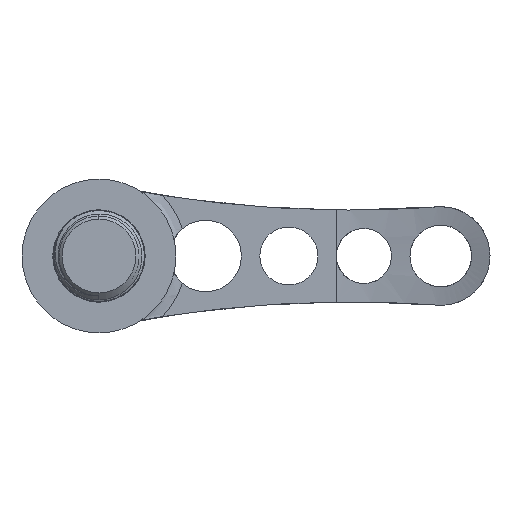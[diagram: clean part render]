
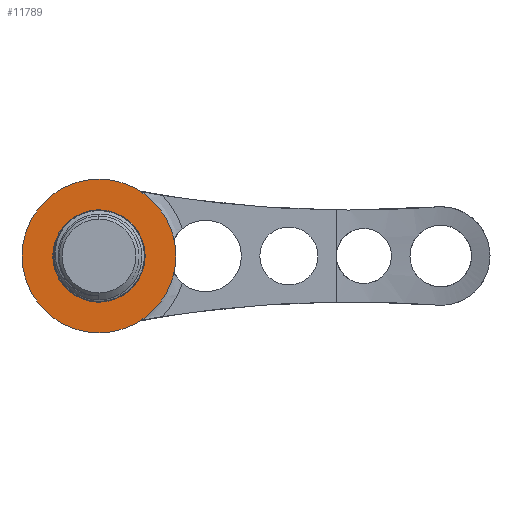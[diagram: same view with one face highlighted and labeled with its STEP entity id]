
A CAD part, left-side view. The second image highlights one B-rep face of the part: STEP entity #11789.
In plain terms, the highlighted planar face has unit normal (-1, 0, 0).
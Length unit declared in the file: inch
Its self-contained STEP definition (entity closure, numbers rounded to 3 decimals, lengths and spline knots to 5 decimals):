
#1 = DIRECTION ( 'NONE',  ( 1., 0., 0. ) ) ;
#259 = EDGE_CURVE ( 'NONE', #10871, #11604, #586, .T. ) ;
#554 = ORIENTED_EDGE ( 'NONE', *, *, #11211, .T. ) ;
#586 = CIRCLE ( 'NONE', #7824, 0.29528 ) ;
#868 = CARTESIAN_POINT ( 'NONE',  ( 6.88976, 0., -0.49213 ) ) ;
#1027 = AXIS2_PLACEMENT_3D ( 'NONE', #10157, #9324, #11204 ) ;
#1401 = FACE_BOUND ( 'NONE', #2479, .T. ) ;
#1942 = FACE_OUTER_BOUND ( 'NONE', #8993, .T. ) ;
#2308 = CARTESIAN_POINT ( 'NONE',  ( 6.88976, 0., 0. ) ) ;
#2376 = DIRECTION ( 'NONE',  ( 0., 0., -1. ) ) ;
#2479 = EDGE_LOOP ( 'NONE', ( #554, #2653 ) ) ;
#2558 = AXIS2_PLACEMENT_3D ( 'NONE', #11271, #8068, #2376 ) ;
#2563 = DIRECTION ( 'NONE',  ( 1., 0., 0. ) ) ;
#2653 = ORIENTED_EDGE ( 'NONE', *, *, #259, .T. ) ;
#3845 = CARTESIAN_POINT ( 'NONE',  ( 6.88976, 0., 0.49213 ) ) ;
#4509 = DIRECTION ( 'NONE',  ( 0., 0., -1. ) ) ;
#4829 = VERTEX_POINT ( 'NONE', #3845 ) ;
#5587 = CARTESIAN_POINT ( 'NONE',  ( 6.88976, 0., 0. ) ) ;
#5862 = AXIS2_PLACEMENT_3D ( 'NONE', #5587, #2563, #8585 ) ;
#6209 = CARTESIAN_POINT ( 'NONE',  ( 6.88976, 0., 0.29528 ) ) ;
#6233 = CARTESIAN_POINT ( 'NONE',  ( 6.88976, 0., 0. ) ) ;
#7821 = VERTEX_POINT ( 'NONE', #868 ) ;
#7824 = AXIS2_PLACEMENT_3D ( 'NONE', #6233, #8465, #4509 ) ;
#8068 = DIRECTION ( 'NONE',  ( 1., 0., 0. ) ) ;
#8408 = ORIENTED_EDGE ( 'NONE', *, *, #9815, .F. ) ;
#8465 = DIRECTION ( 'NONE',  ( 1., 0., 0. ) ) ;
#8585 = DIRECTION ( 'NONE',  ( 0., 0., -1. ) ) ;
#8993 = EDGE_LOOP ( 'NONE', ( #8408, #9381 ) ) ;
#9241 = CARTESIAN_POINT ( 'NONE',  ( 6.88976, 0., -0.29528 ) ) ;
#9256 = PLANE ( 'NONE',  #1027 ) ;
#9324 = DIRECTION ( 'NONE',  ( 1., 0., 0. ) ) ;
#9381 = ORIENTED_EDGE ( 'NONE', *, *, #11857, .F. ) ;
#9740 = AXIS2_PLACEMENT_3D ( 'NONE', #2308, #1, #10225 ) ;
#9815 = EDGE_CURVE ( 'NONE', #4829, #7821, #10440, .T. ) ;
#10157 = CARTESIAN_POINT ( 'NONE',  ( 6.88976, 0., 0. ) ) ;
#10225 = DIRECTION ( 'NONE',  ( 0., 0., -1. ) ) ;
#10364 = CIRCLE ( 'NONE', #9740, 0.49213 ) ;
#10440 = CIRCLE ( 'NONE', #2558, 0.49213 ) ;
#10871 = VERTEX_POINT ( 'NONE', #9241 ) ;
#11204 = DIRECTION ( 'NONE',  ( 0., 0., -1. ) ) ;
#11211 = EDGE_CURVE ( 'NONE', #11604, #10871, #11495, .T. ) ;
#11271 = CARTESIAN_POINT ( 'NONE',  ( 6.88976, 0., 0. ) ) ;
#11495 = CIRCLE ( 'NONE', #5862, 0.29528 ) ;
#11604 = VERTEX_POINT ( 'NONE', #6209 ) ;
#11789 = ADVANCED_FACE ( 'NONE', ( #1401, #1942 ), #9256, .F. ) ;
#11857 = EDGE_CURVE ( 'NONE', #7821, #4829, #10364, .T. ) ;
